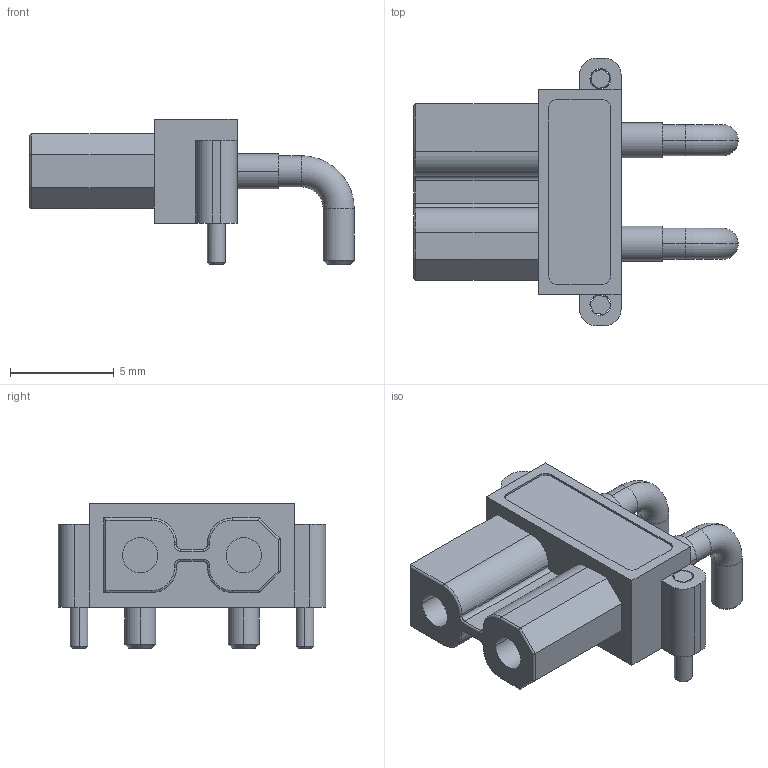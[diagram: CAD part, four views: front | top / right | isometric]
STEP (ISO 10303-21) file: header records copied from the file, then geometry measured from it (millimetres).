
FILE_DESCRIPTION (( 'STEP AP214' ), '1' );
FILE_NAME ('XT30PW-F.STEP', '2021-12-30T11:08:59', ( '' ), ( '' ), 'SwSTEP 2.0', 'SolidWorks 2018', '' );
FILE_SCHEMA (( 'AUTOMOTIVE_DESIGN' ));
Length unit declared in the file: millimetre
Products named in the file (1): XT30PW-F
Bounding box: 15.65 x 12.9 x 7 mm (x, y, z)
Volume: 369.9 mm3; surface area: 630 mm2
Topology: 4 solids, 4 shells, 158 faces, 372 edges, 228 vertices
Faces by surface type: plane 80, cylinder 56, torus 12, cone 10
Entity records: 6041 total; most frequent: DIRECTION 826, CARTESIAN_POINT 777, ORIENTED_EDGE 744, EDGE_CURVE 372, AXIS2_PLACEMENT_3D 301, VERTEX_POINT 228, VECTOR 224, LINE 224
